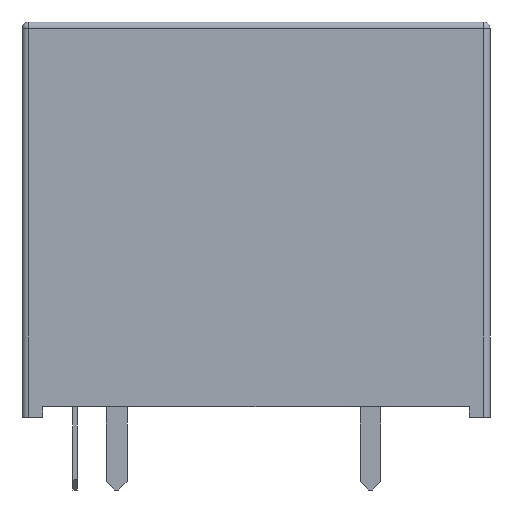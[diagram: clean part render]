
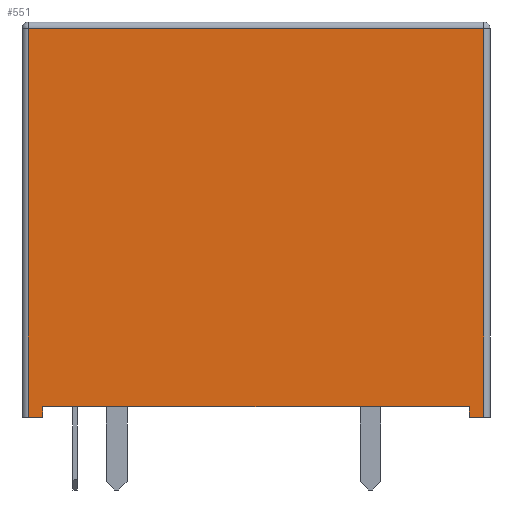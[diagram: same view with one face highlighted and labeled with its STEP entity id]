
A CAD part, left-side view. The second image highlights one B-rep face of the part: STEP entity #551.
In plain terms, the highlighted planar face has unit normal (-1, 0, 0).
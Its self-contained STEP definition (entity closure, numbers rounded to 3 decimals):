
#93 = EDGE_CURVE('',#94,#96,#98,.T.);
#94 = VERTEX_POINT('',#95);
#95 = CARTESIAN_POINT('',(-8.25,1.55,0.));
#96 = VERTEX_POINT('',#97);
#97 = CARTESIAN_POINT('',(-8.25,2.25,0.));
#98 = LINE('',#99,#100);
#99 = CARTESIAN_POINT('',(-8.25,-19.95,0.));
#100 = VECTOR('',#101,1.);
#101 = DIRECTION('',(0.,1.,0.));
#134 = EDGE_CURVE('',#96,#135,#137,.T.);
#135 = VERTEX_POINT('',#136);
#136 = CARTESIAN_POINT('',(-8.25,2.25,18.7));
#137 = LINE('',#138,#139);
#138 = CARTESIAN_POINT('',(-8.25,2.25,0.));
#139 = VECTOR('',#140,1.);
#140 = DIRECTION('',(0.,0.,1.));
#216 = VERTEX_POINT('',#217);
#217 = CARTESIAN_POINT('',(-8.25,-18.95,0.5));
#282 = VERTEX_POINT('',#283);
#283 = CARTESIAN_POINT('',(-8.25,1.55,0.5));
#289 = EDGE_CURVE('',#282,#216,#290,.T.);
#290 = LINE('',#291,#292);
#291 = CARTESIAN_POINT('',(-8.25,1.55,0.5));
#292 = VECTOR('',#293,1.);
#293 = DIRECTION('',(0.,-1.,0.));
#551 = ADVANCED_FACE('',(#552),#593,.T.);
#552 = FACE_BOUND('',#553,.T.);
#553 = EDGE_LOOP('',(#554,#564,#572,#578,#579,#580,#586,#587));
#554 = ORIENTED_EDGE('',*,*,#555,.F.);
#555 = EDGE_CURVE('',#556,#558,#560,.T.);
#556 = VERTEX_POINT('',#557);
#557 = CARTESIAN_POINT('',(-8.25,-19.65,0.));
#558 = VERTEX_POINT('',#559);
#559 = CARTESIAN_POINT('',(-8.25,-18.95,0.));
#560 = LINE('',#561,#562);
#561 = CARTESIAN_POINT('',(-8.25,-19.95,0.));
#562 = VECTOR('',#563,1.);
#563 = DIRECTION('',(0.,1.,0.));
#564 = ORIENTED_EDGE('',*,*,#565,.T.);
#565 = EDGE_CURVE('',#556,#566,#568,.T.);
#566 = VERTEX_POINT('',#567);
#567 = CARTESIAN_POINT('',(-8.25,-19.65,18.7));
#568 = LINE('',#569,#570);
#569 = CARTESIAN_POINT('',(-8.25,-19.65,0.));
#570 = VECTOR('',#571,1.);
#571 = DIRECTION('',(0.,0.,1.));
#572 = ORIENTED_EDGE('',*,*,#573,.T.);
#573 = EDGE_CURVE('',#566,#135,#574,.T.);
#574 = LINE('',#575,#576);
#575 = CARTESIAN_POINT('',(-8.25,-19.95,18.7));
#576 = VECTOR('',#577,1.);
#577 = DIRECTION('',(0.,1.,0.));
#578 = ORIENTED_EDGE('',*,*,#134,.F.);
#579 = ORIENTED_EDGE('',*,*,#93,.F.);
#580 = ORIENTED_EDGE('',*,*,#581,.T.);
#581 = EDGE_CURVE('',#94,#282,#582,.T.);
#582 = LINE('',#583,#584);
#583 = CARTESIAN_POINT('',(-8.25,1.55,0.));
#584 = VECTOR('',#585,1.);
#585 = DIRECTION('',(0.,0.,1.));
#586 = ORIENTED_EDGE('',*,*,#289,.T.);
#587 = ORIENTED_EDGE('',*,*,#588,.F.);
#588 = EDGE_CURVE('',#558,#216,#589,.T.);
#589 = LINE('',#590,#591);
#590 = CARTESIAN_POINT('',(-8.25,-18.95,0.));
#591 = VECTOR('',#592,1.);
#592 = DIRECTION('',(0.,0.,1.));
#593 = PLANE('',#594);
#594 = AXIS2_PLACEMENT_3D('',#595,#596,#597);
#595 = CARTESIAN_POINT('',(-8.25,-19.95,0.));
#596 = DIRECTION('',(-1.,0.,0.));
#597 = DIRECTION('',(0.,1.,0.));
